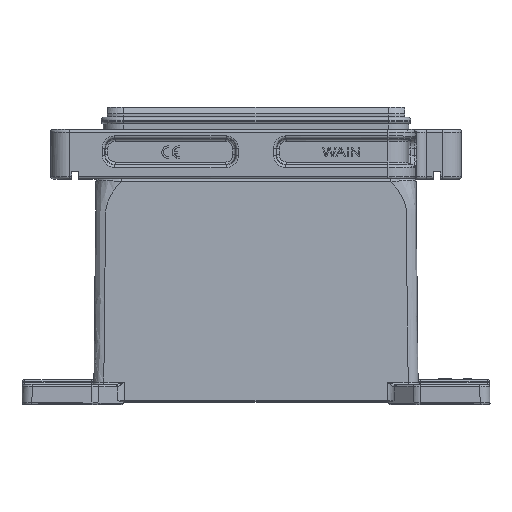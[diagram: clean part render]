
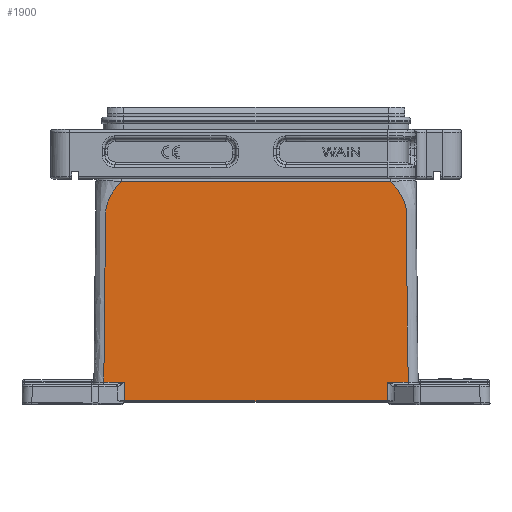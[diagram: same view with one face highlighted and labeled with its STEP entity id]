
A CAD part, top view. The second image highlights one B-rep face of the part: STEP entity #1900.
In plain terms, the highlighted planar face has unit normal (0, 0.011, 1).
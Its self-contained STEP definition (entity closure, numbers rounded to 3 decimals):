
#1900=ADVANCED_FACE('NONE',(#3704),#3044,.T.);
#3044=PLANE('',#21725);
#3704=FACE_OUTER_BOUND('',#4939,.T.);
#4939=EDGE_LOOP('',(#10008,#10009,#10010,#10011,#10012,#10013,#10014,#10015));
#6289=LINE('',#32714,#7765);
#6315=LINE('',#33393,#7791);
#6316=LINE('',#33395,#7792);
#6317=LINE('',#33397,#7793);
#6318=LINE('',#33399,#7794);
#6319=LINE('',#33401,#7795);
#7765=VECTOR('',#23786,1.);
#7791=VECTOR('',#23916,1.);
#7792=VECTOR('',#23917,1.);
#7793=VECTOR('',#23918,1.);
#7794=VECTOR('',#23919,1.);
#7795=VECTOR('',#23920,1.);
#10008=ORIENTED_EDGE('',*,*,#17846,.T.);
#10009=ORIENTED_EDGE('',*,*,#17824,.T.);
#10010=ORIENTED_EDGE('',*,*,#17825,.T.);
#10011=ORIENTED_EDGE('',*,*,#17909,.T.);
#10012=ORIENTED_EDGE('',*,*,#17910,.T.);
#10013=ORIENTED_EDGE('',*,*,#17911,.T.);
#10014=ORIENTED_EDGE('',*,*,#17912,.T.);
#10015=ORIENTED_EDGE('',*,*,#17913,.T.);
#15713=VERTEX_POINT('',#32089);
#15729=VERTEX_POINT('',#32494);
#15731=VERTEX_POINT('',#32757);
#15743=VERTEX_POINT('',#33060);
#15776=VERTEX_POINT('',#33394);
#15777=VERTEX_POINT('',#33396);
#15778=VERTEX_POINT('',#33398);
#15779=VERTEX_POINT('',#33400);
#17824=EDGE_CURVE('NONE',#15729,#15713,#6289,.T.);
#17825=EDGE_CURVE('NONE',#15713,#15731,#20580,.T.);
#17846=EDGE_CURVE('NONE',#15743,#15729,#20593,.T.);
#17909=EDGE_CURVE('NONE',#15731,#15776,#6315,.T.);
#17910=EDGE_CURVE('NONE',#15776,#15777,#6316,.T.);
#17911=EDGE_CURVE('NONE',#15777,#15778,#6317,.T.);
#17912=EDGE_CURVE('NONE',#15778,#15779,#6318,.T.);
#17913=EDGE_CURVE('NONE',#15779,#15743,#6319,.T.);
#20580=B_SPLINE_CURVE_WITH_KNOTS('',3,(#32716,#32717,#32718,#32719,#32720,
#32721,#32722,#32723,#32724,#32725,#32726,#32727,#32728,#32729,#32730,#32731,
#32732,#32733,#32734,#32735,#32736,#32737,#32738,#32739,#32740,#32741,#32742,
#32743,#32744,#32745,#32746,#32747,#32748,#32749,#32750,#32751,#32752,#32753,
#32754,#32755,#32756),.UNSPECIFIED.,.F.,.F.,(4,1,1,1,2,2,1,2,2,1,1,1,2,
2,1,1,1,1,1,2,2,1,1,1,1,1,2,2,4),(0.,0.062,0.094,
0.109,0.117,0.125,0.141,
0.148,0.156,0.172,0.18,
0.184,0.186,0.187,0.219,
0.234,0.242,0.246,0.248,
0.249,0.25,0.375,0.437,
0.469,0.484,0.492,0.496,
0.5,1.),.UNSPECIFIED.);
#20593=B_SPLINE_CURVE_WITH_KNOTS('',3,(#33016,#33017,#33018,#33019,#33020,
#33021,#33022,#33023,#33024,#33025,#33026,#33027,#33028,#33029,#33030,#33031,
#33032,#33033,#33034,#33035,#33036,#33037,#33038,#33039,#33040,#33041,#33042,
#33043,#33044,#33045,#33046,#33047,#33048,#33049,#33050,#33051,#33052,#33053,
#33054,#33055,#33056,#33057,#33058,#33059),.UNSPECIFIED.,.F.,.F.,(4,2,1,
1,1,1,1,1,2,2,1,1,1,1,1,2,2,2,2,2,2,2,2,1,2,2,2,4),(0.,0.5,
0.625,0.687,0.719,0.734,
0.742,0.746,0.748,0.75,0.781,
0.797,0.805,0.809,0.811,
0.812,0.812,0.816,0.82,
0.828,0.844,0.859,0.875,
0.906,0.922,0.937,0.969,
1.),.UNSPECIFIED.);
#21725=AXIS2_PLACEMENT_3D('',#33402,#23921,#23922);
#23786=DIRECTION('',(-1.,0.,0.));
#23916=DIRECTION('',(1.,0.,0.));
#23917=DIRECTION('',(0.014,-1.,0.01));
#23918=DIRECTION('',(1.,0.,0.));
#23919=DIRECTION('',(0.014,1.,-0.01));
#23920=DIRECTION('',(1.,0.,0.));
#23921=DIRECTION('',(0.,0.01,1.));
#23922=DIRECTION('',(0.,-1.,0.01));
#32089=CARTESIAN_POINT('',(-54.461,89.011,29.01));
#32494=CARTESIAN_POINT('',(54.46,89.01,29.01));
#32714=CARTESIAN_POINT('',(-68.294,89.01,29.01));
#32716=CARTESIAN_POINT('',(-54.461,89.011,29.01));
#32717=CARTESIAN_POINT('',(-55.827,87.57,29.025));
#32718=CARTESIAN_POINT('',(-57.542,85.408,29.048));
#32719=CARTESIAN_POINT('',(-58.958,82.883,29.075));
#32720=CARTESIAN_POINT('',(-59.52,81.619,29.088));
#32721=CARTESIAN_POINT('',(-59.73,81.078,29.093));
#32722=CARTESIAN_POINT('',(-59.862,80.717,29.097));
#32723=CARTESIAN_POINT('',(-59.916,80.564,29.099));
#32724=CARTESIAN_POINT('',(-60.122,79.938,29.105));
#32725=CARTESIAN_POINT('',(-60.3,79.31,29.112));
#32726=CARTESIAN_POINT('',(-60.437,78.681,29.119));
#32727=CARTESIAN_POINT('',(-60.519,78.262,29.123));
#32728=CARTESIAN_POINT('',(-60.562,78.012,29.126));
#32729=CARTESIAN_POINT('',(-60.639,77.502,29.131));
#32730=CARTESIAN_POINT('',(-60.698,76.925,29.137));
#32731=CARTESIAN_POINT('',(-60.737,76.133,29.145));
#32732=CARTESIAN_POINT('',(-60.749,75.707,29.15));
#32733=CARTESIAN_POINT('',(-60.752,75.519,29.152));
#32734=CARTESIAN_POINT('',(-60.754,75.391,29.153));
#32735=CARTESIAN_POINT('',(-60.755,75.272,29.154));
#32736=CARTESIAN_POINT('',(-60.757,75.104,29.156));
#32737=CARTESIAN_POINT('',(-60.765,74.338,29.164));
#32738=CARTESIAN_POINT('',(-60.783,72.521,29.183));
#32739=CARTESIAN_POINT('',(-60.795,71.381,29.195));
#32740=CARTESIAN_POINT('',(-60.802,70.754,29.202));
#32741=CARTESIAN_POINT('',(-60.805,70.425,29.205));
#32742=CARTESIAN_POINT('',(-60.807,70.281,29.206));
#32743=CARTESIAN_POINT('',(-60.808,70.185,29.208));
#32744=CARTESIAN_POINT('',(-60.809,70.088,29.209));
#32745=CARTESIAN_POINT('',(-60.81,69.948,29.21));
#32746=CARTESIAN_POINT('',(-60.838,67.256,29.238));
#32747=CARTESIAN_POINT('',(-60.917,59.77,29.317));
#32748=CARTESIAN_POINT('',(-60.967,54.941,29.367));
#32749=CARTESIAN_POINT('',(-60.995,52.255,29.395));
#32750=CARTESIAN_POINT('',(-61.01,50.844,29.41));
#32751=CARTESIAN_POINT('',(-61.017,50.225,29.417));
#32752=CARTESIAN_POINT('',(-61.021,49.809,29.421));
#32753=CARTESIAN_POINT('',(-61.024,49.563,29.423));
#32754=CARTESIAN_POINT('',(-61.26,26.993,29.66));
#32755=CARTESIAN_POINT('',(-61.405,13.193,29.804));
#32756=CARTESIAN_POINT('',(-61.459,7.99,29.859));
#32757=CARTESIAN_POINT('',(-61.459,7.99,29.859));
#33016=CARTESIAN_POINT('',(61.459,7.99,29.859));
#33017=CARTESIAN_POINT('',(61.314,21.789,29.714));
#33018=CARTESIAN_POINT('',(61.17,35.589,29.57));
#33019=CARTESIAN_POINT('',(60.989,52.838,29.389));
#33020=CARTESIAN_POINT('',(60.935,58.013,29.335));
#33021=CARTESIAN_POINT('',(60.872,64.05,29.272));
#33022=CARTESIAN_POINT('',(60.84,67.069,29.24));
#33023=CARTESIAN_POINT('',(60.825,68.578,29.224));
#33024=CARTESIAN_POINT('',(60.817,69.333,29.216));
#33025=CARTESIAN_POINT('',(60.813,69.71,29.212));
#33026=CARTESIAN_POINT('',(60.811,69.872,29.211));
#33027=CARTESIAN_POINT('',(60.81,69.98,29.21));
#33028=CARTESIAN_POINT('',(60.81,69.993,29.21));
#33029=CARTESIAN_POINT('',(60.793,71.601,29.193));
#33030=CARTESIAN_POINT('',(60.774,73.383,29.174));
#33031=CARTESIAN_POINT('',(60.762,74.608,29.161));
#33032=CARTESIAN_POINT('',(60.758,75.006,29.157));
#33033=CARTESIAN_POINT('',(60.757,75.152,29.155));
#33034=CARTESIAN_POINT('',(60.756,75.211,29.155));
#33035=CARTESIAN_POINT('',(60.756,75.234,29.155));
#33036=CARTESIAN_POINT('',(60.756,75.249,29.154));
#33037=CARTESIAN_POINT('',(60.756,75.224,29.155));
#33038=CARTESIAN_POINT('',(60.754,75.414,29.153));
#33039=CARTESIAN_POINT('',(60.753,75.544,29.151));
#33040=CARTESIAN_POINT('',(60.75,75.76,29.149));
#33041=CARTESIAN_POINT('',(60.75,75.791,29.149));
#33042=CARTESIAN_POINT('',(60.743,76.144,29.145));
#33043=CARTESIAN_POINT('',(60.736,76.342,29.143));
#33044=CARTESIAN_POINT('',(60.698,76.981,29.136));
#33045=CARTESIAN_POINT('',(60.651,77.422,29.132));
#33046=CARTESIAN_POINT('',(60.524,78.261,29.123));
#33047=CARTESIAN_POINT('',(60.442,78.68,29.119));
#33048=CARTESIAN_POINT('',(60.241,79.518,29.11));
#33049=CARTESIAN_POINT('',(60.111,79.969,29.105));
#33050=CARTESIAN_POINT('',(59.731,81.127,29.093));
#33051=CARTESIAN_POINT('',(59.255,82.285,29.081));
#33052=CARTESIAN_POINT('',(58.636,83.441,29.069));
#33053=CARTESIAN_POINT('',(58.191,84.212,29.061));
#33054=CARTESIAN_POINT('',(57.929,84.635,29.056));
#33055=CARTESIAN_POINT('',(57.241,85.678,29.045));
#33056=CARTESIAN_POINT('',(56.708,86.401,29.038));
#33057=CARTESIAN_POINT('',(55.629,87.734,29.024));
#33058=CARTESIAN_POINT('',(55.059,88.382,29.017));
#33059=CARTESIAN_POINT('',(54.46,89.01,29.01));
#33060=CARTESIAN_POINT('',(61.459,7.99,29.859));
#33393=CARTESIAN_POINT('',(-68.294,7.99,29.859));
#33394=CARTESIAN_POINT('',(-53.024,7.99,29.859));
#33395=CARTESIAN_POINT('',(-53.024,7.99,29.859));
#33396=CARTESIAN_POINT('',(-52.917,0.505,29.937));
#33397=CARTESIAN_POINT('',(-68.294,0.505,29.937));
#33398=CARTESIAN_POINT('',(52.917,0.505,29.937));
#33399=CARTESIAN_POINT('',(52.917,0.505,29.937));
#33400=CARTESIAN_POINT('',(53.024,7.99,29.859));
#33401=CARTESIAN_POINT('',(-68.294,7.99,29.859));
#33402=CARTESIAN_POINT('',(-68.294,90.,29.));
